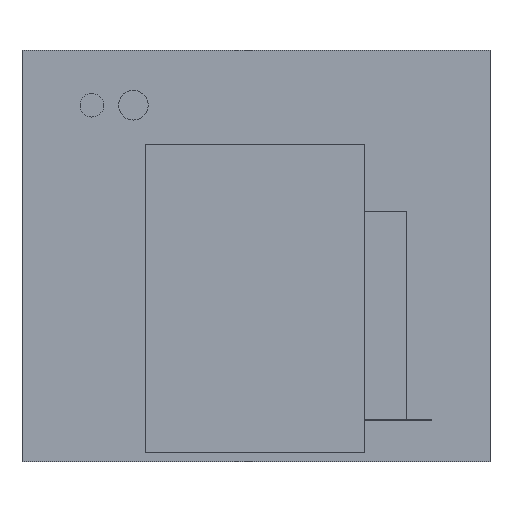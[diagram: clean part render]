
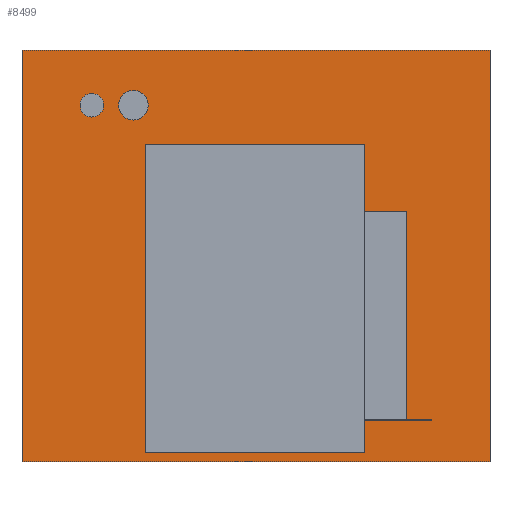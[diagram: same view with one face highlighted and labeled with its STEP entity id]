
A CAD part, front view. The second image highlights one B-rep face of the part: STEP entity #8499.
In plain terms, the highlighted planar face has unit normal (0, -1, 0).
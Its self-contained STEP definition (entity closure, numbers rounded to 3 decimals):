
#112=FACE_BOUND('',#1119,.T.);
#113=FACE_BOUND('',#1120,.T.);
#135=PLANE('',#9086);
#605=FACE_OUTER_BOUND('',#1118,.T.);
#1118=EDGE_LOOP('',(#6059,#6060,#6061,#6062));
#1119=EDGE_LOOP('',(#6063));
#1120=EDGE_LOOP('',(#6064));
#1646=LINE('',#12053,#2776);
#1648=LINE('',#12057,#2778);
#1650=LINE('',#12061,#2780);
#1652=LINE('',#12064,#2782);
#2776=VECTOR('',#9719,10.);
#2778=VECTOR('',#9723,10.);
#2780=VECTOR('',#9727,10.);
#2782=VECTOR('',#9731,10.);
#3888=CIRCLE('',#9070,20.);
#3890=CIRCLE('',#9074,25.);
#3976=VERTEX_POINT('',#12004);
#3978=VERTEX_POINT('',#12011);
#3991=VERTEX_POINT('',#12050);
#3992=VERTEX_POINT('',#12052);
#3993=VERTEX_POINT('',#12056);
#3994=VERTEX_POINT('',#12060);
#4789=EDGE_CURVE('',#3976,#3976,#3888,.T.);
#4792=EDGE_CURVE('',#3978,#3978,#3890,.T.);
#4810=EDGE_CURVE('',#3992,#3991,#1646,.T.);
#4812=EDGE_CURVE('',#3993,#3992,#1648,.T.);
#4814=EDGE_CURVE('',#3994,#3993,#1650,.T.);
#4816=EDGE_CURVE('',#3991,#3994,#1652,.T.);
#6059=ORIENTED_EDGE('',*,*,#4816,.T.);
#6060=ORIENTED_EDGE('',*,*,#4814,.T.);
#6061=ORIENTED_EDGE('',*,*,#4812,.T.);
#6062=ORIENTED_EDGE('',*,*,#4810,.T.);
#6063=ORIENTED_EDGE('',*,*,#4789,.T.);
#6064=ORIENTED_EDGE('',*,*,#4792,.T.);
#8499=ADVANCED_FACE('',(#605,#112,#113),#135,.T.);
#9070=AXIS2_PLACEMENT_3D('',#12006,#9675,#9676);
#9074=AXIS2_PLACEMENT_3D('',#12013,#9684,#9685);
#9086=AXIS2_PLACEMENT_3D('',#12065,#9732,#9733);
#9675=DIRECTION('center_axis',(0.,1.,0.));
#9676=DIRECTION('ref_axis',(1.,0.,0.));
#9684=DIRECTION('center_axis',(0.,1.,0.));
#9685=DIRECTION('ref_axis',(1.,0.,0.));
#9719=DIRECTION('',(0.,0.,-1.));
#9723=DIRECTION('',(-1.,0.,0.));
#9727=DIRECTION('',(0.,0.,1.));
#9731=DIRECTION('',(1.,0.,0.));
#9732=DIRECTION('center_axis',(0.,-1.,0.));
#9733=DIRECTION('ref_axis',(0.,0.,-1.));
#12004=CARTESIAN_POINT('',(-297.,-370.,254.5));
#12006=CARTESIAN_POINT('Origin',(-277.,-370.,254.5));
#12011=CARTESIAN_POINT('',(-232.,-370.,254.5));
#12013=CARTESIAN_POINT('Origin',(-207.,-370.,254.5));
#12050=CARTESIAN_POINT('',(-395.,-370.,-347.5));
#12052=CARTESIAN_POINT('',(-395.,-370.,347.5));
#12053=CARTESIAN_POINT('',(-395.,-370.,-347.5));
#12056=CARTESIAN_POINT('',(395.,-370.,347.5));
#12057=CARTESIAN_POINT('',(-395.,-370.,347.5));
#12060=CARTESIAN_POINT('',(395.,-370.,-347.5));
#12061=CARTESIAN_POINT('',(395.,-370.,347.5));
#12064=CARTESIAN_POINT('',(395.,-370.,-347.5));
#12065=CARTESIAN_POINT('Origin',(0.,-370.,0.));
